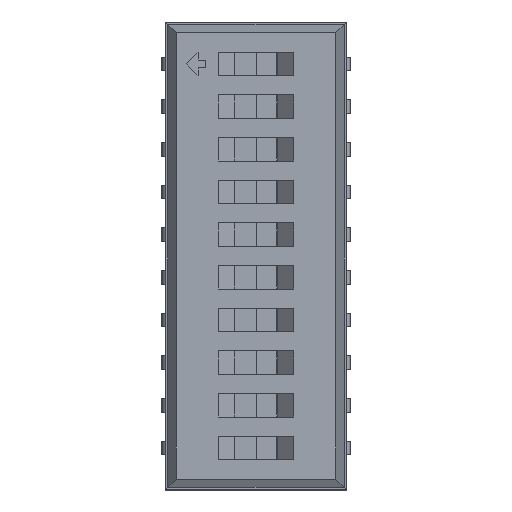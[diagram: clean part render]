
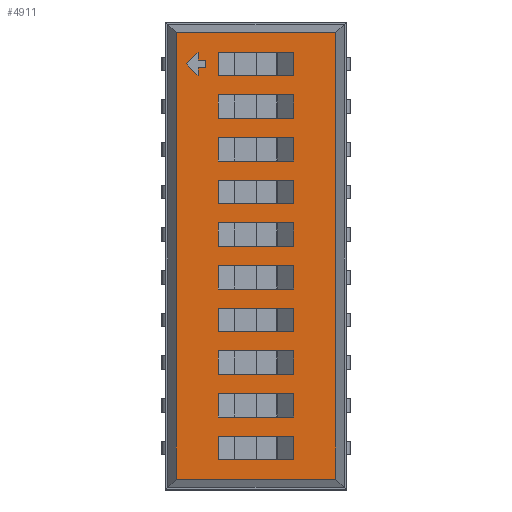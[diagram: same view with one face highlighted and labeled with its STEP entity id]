
A CAD part, top view. The second image highlights one B-rep face of the part: STEP entity #4911.
In plain terms, the highlighted planar face has unit normal (0, 0, 1).
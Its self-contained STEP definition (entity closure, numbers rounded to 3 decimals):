
#27=VECTOR('',#28,1.);
#28=DIRECTION('',(1.,0.,0.));
#51=VECTOR('',#52,1.);
#52=DIRECTION('',(0.,1.,0.));
#60=VECTOR('',#61,1.);
#61=DIRECTION('',(0.,-1.,0.));
#276=VECTOR('',#277,1.);
#277=DIRECTION('',(-1.,0.,0.));
#492=DIRECTION('',(0.,0.,-1.));
#4861=VERTEX_POINT('',#4862);
#4862=CARTESIAN_POINT('',(2.375,-6.64,2.65));
#4864=ORIENTED_EDGE('',*,*,#4865,.F.);
#4865=EDGE_CURVE('',#4866,#4861,#4868,.T.);
#4866=VERTEX_POINT('',#4867);
#4867=CARTESIAN_POINT('',(-2.375,-6.64,2.65));
#4868=LINE('',#4867,#27);
#4903=VERTEX_POINT('',#4904);
#4904=CARTESIAN_POINT('',(2.375,6.64,2.65));
#4906=ORIENTED_EDGE('',*,*,#4907,.F.);
#4907=EDGE_CURVE('',#4861,#4903,#4908,.T.);
#4908=LINE('',#4862,#51);
#4911=ADVANCED_FACE('',(#4912,#4922,#4944,#4966,#4988,#5010,#5032,#5054,#5076,#5098,#5120,#5142),#5183,.F.);
#4912=FACE_BOUND('',#4913,.F.);
#4913=EDGE_LOOP('',(#4906,#4864,#4914,#4919));
#4914=ORIENTED_EDGE('',*,*,#4915,.F.);
#4915=EDGE_CURVE('',#4916,#4866,#4918,.T.);
#4916=VERTEX_POINT('',#4917);
#4917=CARTESIAN_POINT('',(-2.375,6.64,2.65));
#4918=LINE('',#4917,#60);
#4919=ORIENTED_EDGE('',*,*,#4920,.F.);
#4920=EDGE_CURVE('',#4903,#4916,#4921,.T.);
#4921=LINE('',#4904,#276);
#4922=FACE_BOUND('',#4923,.F.);
#4923=EDGE_LOOP('',(#4924,#4931,#4936,#4941));
#4924=ORIENTED_EDGE('',*,*,#4925,.T.);
#4925=EDGE_CURVE('',#4926,#4928,#4930,.T.);
#4926=VERTEX_POINT('',#4927);
#4927=CARTESIAN_POINT('',(-1.125,-4.095,2.65));
#4928=VERTEX_POINT('',#4929);
#4929=CARTESIAN_POINT('',(-1.125,-4.795,2.65));
#4930=LINE('',#4927,#60);
#4931=ORIENTED_EDGE('',*,*,#4932,.T.);
#4932=EDGE_CURVE('',#4928,#4933,#4935,.T.);
#4933=VERTEX_POINT('',#4934);
#4934=CARTESIAN_POINT('',(1.125,-4.795,2.65));
#4935=LINE('',#4929,#27);
#4936=ORIENTED_EDGE('',*,*,#4937,.T.);
#4937=EDGE_CURVE('',#4933,#4938,#4940,.T.);
#4938=VERTEX_POINT('',#4939);
#4939=CARTESIAN_POINT('',(1.125,-4.095,2.65));
#4940=LINE('',#4934,#51);
#4941=ORIENTED_EDGE('',*,*,#4942,.T.);
#4942=EDGE_CURVE('',#4938,#4926,#4943,.T.);
#4943=LINE('',#4939,#276);
#4944=FACE_BOUND('',#4945,.F.);
#4945=EDGE_LOOP('',(#4946,#4953,#4958,#4963));
#4946=ORIENTED_EDGE('',*,*,#4947,.T.);
#4947=EDGE_CURVE('',#4948,#4950,#4952,.T.);
#4948=VERTEX_POINT('',#4949);
#4949=CARTESIAN_POINT('',(1.125,-5.365,2.65));
#4950=VERTEX_POINT('',#4951);
#4951=CARTESIAN_POINT('',(-1.125,-5.365,2.65));
#4952=LINE('',#4949,#276);
#4953=ORIENTED_EDGE('',*,*,#4954,.T.);
#4954=EDGE_CURVE('',#4950,#4955,#4957,.T.);
#4955=VERTEX_POINT('',#4956);
#4956=CARTESIAN_POINT('',(-1.125,-6.065,2.65));
#4957=LINE('',#4951,#60);
#4958=ORIENTED_EDGE('',*,*,#4959,.T.);
#4959=EDGE_CURVE('',#4955,#4960,#4962,.T.);
#4960=VERTEX_POINT('',#4961);
#4961=CARTESIAN_POINT('',(1.125,-6.065,2.65));
#4962=LINE('',#4956,#27);
#4963=ORIENTED_EDGE('',*,*,#4964,.T.);
#4964=EDGE_CURVE('',#4960,#4948,#4965,.T.);
#4965=LINE('',#4961,#51);
#4966=FACE_BOUND('',#4967,.F.);
#4967=EDGE_LOOP('',(#4968,#4975,#4980,#4985));
#4968=ORIENTED_EDGE('',*,*,#4969,.T.);
#4969=EDGE_CURVE('',#4970,#4972,#4974,.T.);
#4970=VERTEX_POINT('',#4971);
#4971=CARTESIAN_POINT('',(-1.125,-3.525,2.65));
#4972=VERTEX_POINT('',#4973);
#4973=CARTESIAN_POINT('',(1.125,-3.525,2.65));
#4974=LINE('',#4971,#27);
#4975=ORIENTED_EDGE('',*,*,#4976,.T.);
#4976=EDGE_CURVE('',#4972,#4977,#4979,.T.);
#4977=VERTEX_POINT('',#4978);
#4978=CARTESIAN_POINT('',(1.125,-2.825,2.65));
#4979=LINE('',#4973,#51);
#4980=ORIENTED_EDGE('',*,*,#4981,.T.);
#4981=EDGE_CURVE('',#4977,#4982,#4984,.T.);
#4982=VERTEX_POINT('',#4983);
#4983=CARTESIAN_POINT('',(-1.125,-2.825,2.65));
#4984=LINE('',#4978,#276);
#4985=ORIENTED_EDGE('',*,*,#4986,.T.);
#4986=EDGE_CURVE('',#4982,#4970,#4987,.T.);
#4987=LINE('',#4983,#60);
#4988=FACE_BOUND('',#4989,.F.);
#4989=EDGE_LOOP('',(#4990,#4997,#5002,#5007));
#4990=ORIENTED_EDGE('',*,*,#4991,.T.);
#4991=EDGE_CURVE('',#4992,#4994,#4996,.T.);
#4992=VERTEX_POINT('',#4993);
#4993=CARTESIAN_POINT('',(1.125,-0.985,2.65));
#4994=VERTEX_POINT('',#4995);
#4995=CARTESIAN_POINT('',(1.125,-0.285,2.65));
#4996=LINE('',#4993,#51);
#4997=ORIENTED_EDGE('',*,*,#4998,.T.);
#4998=EDGE_CURVE('',#4994,#4999,#5001,.T.);
#4999=VERTEX_POINT('',#5000);
#5000=CARTESIAN_POINT('',(-1.125,-0.285,2.65));
#5001=LINE('',#4995,#276);
#5002=ORIENTED_EDGE('',*,*,#5003,.T.);
#5003=EDGE_CURVE('',#4999,#5004,#5006,.T.);
#5004=VERTEX_POINT('',#5005);
#5005=CARTESIAN_POINT('',(-1.125,-0.985,2.65));
#5006=LINE('',#5000,#60);
#5007=ORIENTED_EDGE('',*,*,#5008,.T.);
#5008=EDGE_CURVE('',#5004,#4992,#5009,.T.);
#5009=LINE('',#5005,#27);
#5010=FACE_BOUND('',#5011,.F.);
#5011=EDGE_LOOP('',(#5012,#5019,#5024,#5029));
#5012=ORIENTED_EDGE('',*,*,#5013,.T.);
#5013=EDGE_CURVE('',#5014,#5016,#5018,.T.);
#5014=VERTEX_POINT('',#5015);
#5015=CARTESIAN_POINT('',(1.125,-1.555,2.65));
#5016=VERTEX_POINT('',#5017);
#5017=CARTESIAN_POINT('',(-1.125,-1.555,2.65));
#5018=LINE('',#5015,#276);
#5019=ORIENTED_EDGE('',*,*,#5020,.T.);
#5020=EDGE_CURVE('',#5016,#5021,#5023,.T.);
#5021=VERTEX_POINT('',#5022);
#5022=CARTESIAN_POINT('',(-1.125,-2.255,2.65));
#5023=LINE('',#5017,#60);
#5024=ORIENTED_EDGE('',*,*,#5025,.T.);
#5025=EDGE_CURVE('',#5021,#5026,#5028,.T.);
#5026=VERTEX_POINT('',#5027);
#5027=CARTESIAN_POINT('',(1.125,-2.255,2.65));
#5028=LINE('',#5022,#27);
#5029=ORIENTED_EDGE('',*,*,#5030,.T.);
#5030=EDGE_CURVE('',#5026,#5014,#5031,.T.);
#5031=LINE('',#5027,#51);
#5032=FACE_BOUND('',#5033,.F.);
#5033=EDGE_LOOP('',(#5034,#5041,#5046,#5051));
#5034=ORIENTED_EDGE('',*,*,#5035,.T.);
#5035=EDGE_CURVE('',#5036,#5038,#5040,.T.);
#5036=VERTEX_POINT('',#5037);
#5037=CARTESIAN_POINT('',(-1.125,3.525,2.65));
#5038=VERTEX_POINT('',#5039);
#5039=CARTESIAN_POINT('',(-1.125,2.825,2.65));
#5040=LINE('',#5037,#60);
#5041=ORIENTED_EDGE('',*,*,#5042,.T.);
#5042=EDGE_CURVE('',#5038,#5043,#5045,.T.);
#5043=VERTEX_POINT('',#5044);
#5044=CARTESIAN_POINT('',(1.125,2.825,2.65));
#5045=LINE('',#5039,#27);
#5046=ORIENTED_EDGE('',*,*,#5047,.T.);
#5047=EDGE_CURVE('',#5043,#5048,#5050,.T.);
#5048=VERTEX_POINT('',#5049);
#5049=CARTESIAN_POINT('',(1.125,3.525,2.65));
#5050=LINE('',#5044,#51);
#5051=ORIENTED_EDGE('',*,*,#5052,.T.);
#5052=EDGE_CURVE('',#5048,#5036,#5053,.T.);
#5053=LINE('',#5049,#276);
#5054=FACE_BOUND('',#5055,.F.);
#5055=EDGE_LOOP('',(#5056,#5063,#5068,#5073));
#5056=ORIENTED_EDGE('',*,*,#5057,.T.);
#5057=EDGE_CURVE('',#5058,#5060,#5062,.T.);
#5058=VERTEX_POINT('',#5059);
#5059=CARTESIAN_POINT('',(1.125,1.555,2.65));
#5060=VERTEX_POINT('',#5061);
#5061=CARTESIAN_POINT('',(1.125,2.255,2.65));
#5062=LINE('',#5059,#51);
#5063=ORIENTED_EDGE('',*,*,#5064,.T.);
#5064=EDGE_CURVE('',#5060,#5065,#5067,.T.);
#5065=VERTEX_POINT('',#5066);
#5066=CARTESIAN_POINT('',(-1.125,2.255,2.65));
#5067=LINE('',#5061,#276);
#5068=ORIENTED_EDGE('',*,*,#5069,.T.);
#5069=EDGE_CURVE('',#5065,#5070,#5072,.T.);
#5070=VERTEX_POINT('',#5071);
#5071=CARTESIAN_POINT('',(-1.125,1.555,2.65));
#5072=LINE('',#5066,#60);
#5073=ORIENTED_EDGE('',*,*,#5074,.T.);
#5074=EDGE_CURVE('',#5070,#5058,#5075,.T.);
#5075=LINE('',#5071,#27);
#5076=FACE_BOUND('',#5077,.F.);
#5077=EDGE_LOOP('',(#5078,#5085,#5090,#5095));
#5078=ORIENTED_EDGE('',*,*,#5079,.T.);
#5079=EDGE_CURVE('',#5080,#5082,#5084,.T.);
#5080=VERTEX_POINT('',#5081);
#5081=CARTESIAN_POINT('',(-1.125,0.985,2.65));
#5082=VERTEX_POINT('',#5083);
#5083=CARTESIAN_POINT('',(-1.125,0.285,2.65));
#5084=LINE('',#5081,#60);
#5085=ORIENTED_EDGE('',*,*,#5086,.T.);
#5086=EDGE_CURVE('',#5082,#5087,#5089,.T.);
#5087=VERTEX_POINT('',#5088);
#5088=CARTESIAN_POINT('',(1.125,0.285,2.65));
#5089=LINE('',#5083,#27);
#5090=ORIENTED_EDGE('',*,*,#5091,.T.);
#5091=EDGE_CURVE('',#5087,#5092,#5094,.T.);
#5092=VERTEX_POINT('',#5093);
#5093=CARTESIAN_POINT('',(1.125,0.985,2.65));
#5094=LINE('',#5088,#51);
#5095=ORIENTED_EDGE('',*,*,#5096,.T.);
#5096=EDGE_CURVE('',#5092,#5080,#5097,.T.);
#5097=LINE('',#5093,#276);
#5098=FACE_BOUND('',#5099,.F.);
#5099=EDGE_LOOP('',(#5100,#5107,#5112,#5117));
#5100=ORIENTED_EDGE('',*,*,#5101,.T.);
#5101=EDGE_CURVE('',#5102,#5104,#5106,.T.);
#5102=VERTEX_POINT('',#5103);
#5103=CARTESIAN_POINT('',(-1.125,4.795,2.65));
#5104=VERTEX_POINT('',#5105);
#5105=CARTESIAN_POINT('',(-1.125,4.095,2.65));
#5106=LINE('',#5103,#60);
#5107=ORIENTED_EDGE('',*,*,#5108,.T.);
#5108=EDGE_CURVE('',#5104,#5109,#5111,.T.);
#5109=VERTEX_POINT('',#5110);
#5110=CARTESIAN_POINT('',(1.125,4.095,2.65));
#5111=LINE('',#5105,#27);
#5112=ORIENTED_EDGE('',*,*,#5113,.T.);
#5113=EDGE_CURVE('',#5109,#5114,#5116,.T.);
#5114=VERTEX_POINT('',#5115);
#5115=CARTESIAN_POINT('',(1.125,4.795,2.65));
#5116=LINE('',#5110,#51);
#5117=ORIENTED_EDGE('',*,*,#5118,.T.);
#5118=EDGE_CURVE('',#5114,#5102,#5119,.T.);
#5119=LINE('',#5115,#276);
#5120=FACE_BOUND('',#5121,.F.);
#5121=EDGE_LOOP('',(#5122,#5129,#5134,#5139));
#5122=ORIENTED_EDGE('',*,*,#5123,.T.);
#5123=EDGE_CURVE('',#5124,#5126,#5128,.T.);
#5124=VERTEX_POINT('',#5125);
#5125=CARTESIAN_POINT('',(-1.125,5.365,2.65));
#5126=VERTEX_POINT('',#5127);
#5127=CARTESIAN_POINT('',(1.125,5.365,2.65));
#5128=LINE('',#5125,#27);
#5129=ORIENTED_EDGE('',*,*,#5130,.T.);
#5130=EDGE_CURVE('',#5126,#5131,#5133,.T.);
#5131=VERTEX_POINT('',#5132);
#5132=CARTESIAN_POINT('',(1.125,6.065,2.65));
#5133=LINE('',#5127,#51);
#5134=ORIENTED_EDGE('',*,*,#5135,.T.);
#5135=EDGE_CURVE('',#5131,#5136,#5138,.T.);
#5136=VERTEX_POINT('',#5137);
#5137=CARTESIAN_POINT('',(-1.125,6.065,2.65));
#5138=LINE('',#5132,#276);
#5139=ORIENTED_EDGE('',*,*,#5140,.T.);
#5140=EDGE_CURVE('',#5136,#5124,#5141,.T.);
#5141=LINE('',#5137,#60);
#5142=FACE_BOUND('',#5143,.F.);
#5143=EDGE_LOOP('',(#5144,#5153,#5158,#5163,#5168,#5173,#5178));
#5144=ORIENTED_EDGE('',*,*,#5145,.T.);
#5145=EDGE_CURVE('',#5146,#5148,#5150,.T.);
#5146=VERTEX_POINT('',#5147);
#5147=CARTESIAN_POINT('',(-2.075,5.715,2.65));
#5148=VERTEX_POINT('',#5149);
#5149=CARTESIAN_POINT('',(-1.725,5.365,2.65));
#5150=LINE('',#5147,#5151);
#5151=VECTOR('',#5152,1.);
#5152=DIRECTION('',(0.707,-0.707,0.));
#5153=ORIENTED_EDGE('',*,*,#5154,.T.);
#5154=EDGE_CURVE('',#5148,#5155,#5157,.T.);
#5155=VERTEX_POINT('',#5156);
#5156=CARTESIAN_POINT('',(-1.725,5.598,2.65));
#5157=LINE('',#5149,#51);
#5158=ORIENTED_EDGE('',*,*,#5159,.T.);
#5159=EDGE_CURVE('',#5155,#5160,#5162,.T.);
#5160=VERTEX_POINT('',#5161);
#5161=CARTESIAN_POINT('',(-1.492,5.598,2.65));
#5162=LINE('',#5156,#27);
#5163=ORIENTED_EDGE('',*,*,#5164,.T.);
#5164=EDGE_CURVE('',#5160,#5165,#5167,.T.);
#5165=VERTEX_POINT('',#5166);
#5166=CARTESIAN_POINT('',(-1.492,5.832,2.65));
#5167=LINE('',#5161,#51);
#5168=ORIENTED_EDGE('',*,*,#5169,.T.);
#5169=EDGE_CURVE('',#5165,#5170,#5172,.T.);
#5170=VERTEX_POINT('',#5171);
#5171=CARTESIAN_POINT('',(-1.725,5.832,2.65));
#5172=LINE('',#5166,#276);
#5173=ORIENTED_EDGE('',*,*,#5174,.T.);
#5174=EDGE_CURVE('',#5170,#5175,#5177,.T.);
#5175=VERTEX_POINT('',#5176);
#5176=CARTESIAN_POINT('',(-1.725,6.065,2.65));
#5177=LINE('',#5171,#51);
#5178=ORIENTED_EDGE('',*,*,#5179,.T.);
#5179=EDGE_CURVE('',#5175,#5146,#5180,.T.);
#5180=LINE('',#5176,#5181);
#5181=VECTOR('',#5182,1.);
#5182=DIRECTION('',(-0.707,-0.707,0.));
#5183=PLANE('',#5184);
#5184=AXIS2_PLACEMENT_3D('',#4862,#492,#5185);
#5185=DIRECTION('',(-0.337,0.942,0.));
